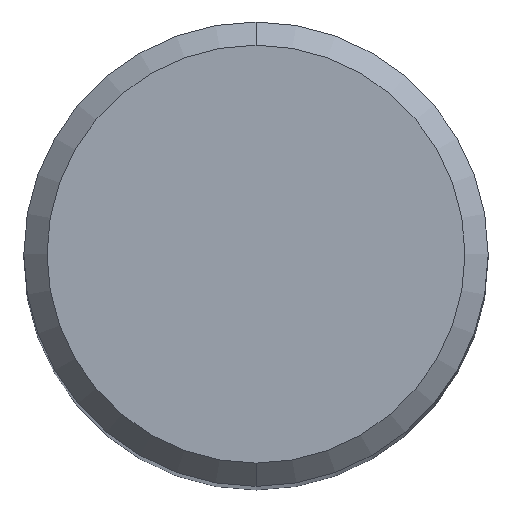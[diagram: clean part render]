
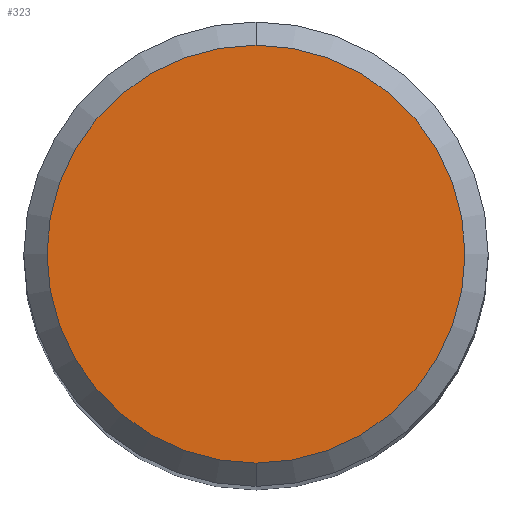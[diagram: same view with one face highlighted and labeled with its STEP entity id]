
A CAD part, top view. The second image highlights one B-rep face of the part: STEP entity #323.
In plain terms, the highlighted planar face has unit normal (0, 0, 1).
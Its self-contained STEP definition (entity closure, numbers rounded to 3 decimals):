
#247=VERTEX_POINT('',#551);
#323=ADVANCED_FACE('',(#634),#635,.T.);
#401=EDGE_CURVE('',#247,#415,#723,.T.);
#415=VERTEX_POINT('',#740);
#435=EDGE_CURVE('',#415,#247,#761,.T.);
#551=CARTESIAN_POINT('',(0.,-3.6,0.0));
#634=FACE_OUTER_BOUND('',#1142,.T.);
#635=PLANE('',#1143);
#723=CIRCLE('',#1326,3.6);
#740=CARTESIAN_POINT('',(0.0,3.6,0.0));
#761=CIRCLE('',#1395,3.6);
#1142=EDGE_LOOP('',(#1590,#1591));
#1143=AXIS2_PLACEMENT_3D('',#1592,#1593,#1594);
#1326=AXIS2_PLACEMENT_3D('',#1698,#1699,#1700);
#1395=AXIS2_PLACEMENT_3D('',#1742,#1743,#1744);
#1590=ORIENTED_EDGE('',*,*,#435,.F.);
#1591=ORIENTED_EDGE('',*,*,#401,.F.);
#1592=CARTESIAN_POINT('',(0.0,1.8,0.0));
#1593=DIRECTION('',(-0.0,0.0,1.0));
#1594=DIRECTION('',(0.0,-1.0,0.0));
#1698=CARTESIAN_POINT('',(0.0,0.0,0.0));
#1699=DIRECTION('',(0.0,0.0,-1.0));
#1700=DIRECTION('',(0.0,1.0,0.0));
#1742=CARTESIAN_POINT('',(0.0,0.0,0.0));
#1743=DIRECTION('',(0.0,0.0,-1.0));
#1744=DIRECTION('',(0.0,1.0,0.0));
